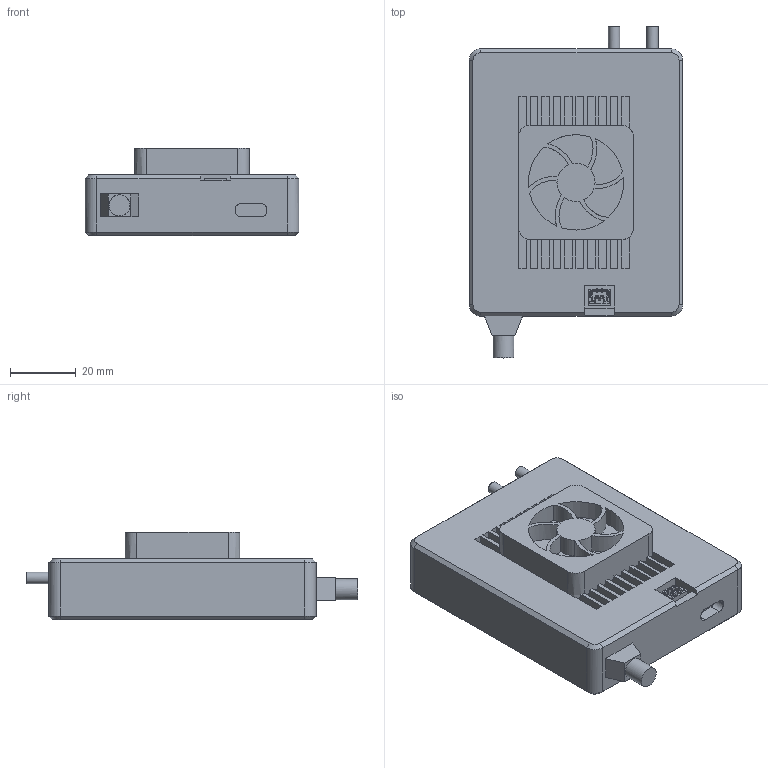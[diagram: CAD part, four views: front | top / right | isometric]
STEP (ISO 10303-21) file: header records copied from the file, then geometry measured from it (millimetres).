
FILE_DESCRIPTION(('FreeCAD Model'),'2;1');
FILE_NAME('Open CASCADE Shape Model','2025-04-27T16:28:12',('FreeCAD'),( 'FreeCAD'),'Open CASCADE STEP processor 7.6','FreeCAD','Unknown');
FILE_SCHEMA(('AUTOMOTIVE_DESIGN { 1 0 10303 214 1 1 1 1 }'));
Products named in the file (1): Open CASCADE STEP translator 7.6 1
Bounding box: 65.01 x 101 x 26.7 mm (x, y, z)
Volume: 91157.4 mm3; surface area: 35824.7 mm2
Topology: 95 solids, 95 shells, 1842 faces, 4804 edges, 3172 vertices
Faces by surface type: bspline 1842
Entity records: 50513 total; most frequent: CARTESIAN_POINT 20623, ORIENTED_EDGE 9608, EDGE_CURVE 4804, B_SPLINE_CURVE_WITH_KNOTS 4688, VERTEX_POINT 3172, FACE_BOUND 1894, EDGE_LOOP 1894, ADVANCED_FACE 1842
